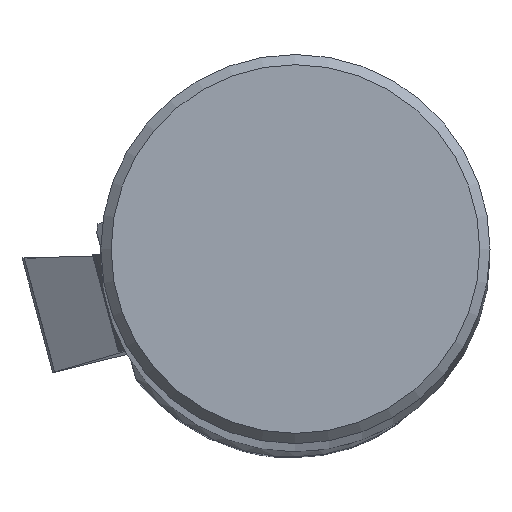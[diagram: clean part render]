
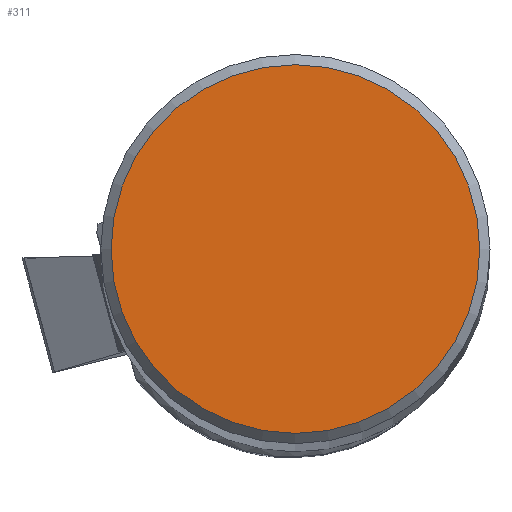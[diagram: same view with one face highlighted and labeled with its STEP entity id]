
A CAD part, top view. The second image highlights one B-rep face of the part: STEP entity #311.
In plain terms, the highlighted planar face has unit normal (0, 0, 1).
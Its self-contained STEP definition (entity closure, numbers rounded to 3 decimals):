
#230=CIRCLE('',#2095,9.016);
#311=ADVANCED_FACE('',(#452),#370,.T.);
#370=PLANE('',#2096);
#452=FACE_OUTER_BOUND('',#551,.T.);
#551=EDGE_LOOP('',(#1065));
#1065=ORIENTED_EDGE('',*,*,#1564,.T.);
#1310=VERTEX_POINT('',#4106);
#1564=EDGE_CURVE('',#1310,#1310,#230,.T.);
#2095=AXIS2_PLACEMENT_3D('',#4105,#2563,#2564);
#2096=AXIS2_PLACEMENT_3D('',#4107,#2565,#2566);
#2563=DIRECTION('',(0.,0.,1.));
#2564=DIRECTION('',(1.,0.,0.));
#2565=DIRECTION('',(0.,0.,1.));
#2566=DIRECTION('',(1.,0.,0.));
#4105=CARTESIAN_POINT('',(0.,0.,0.));
#4106=CARTESIAN_POINT('',(9.016,0.,0.));
#4107=CARTESIAN_POINT('',(0.,0.,
0.));
